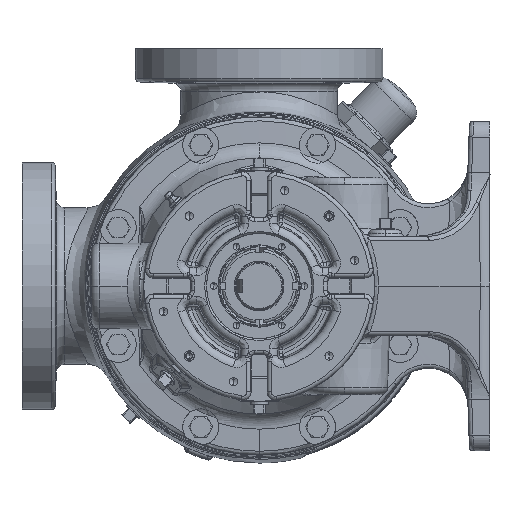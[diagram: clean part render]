
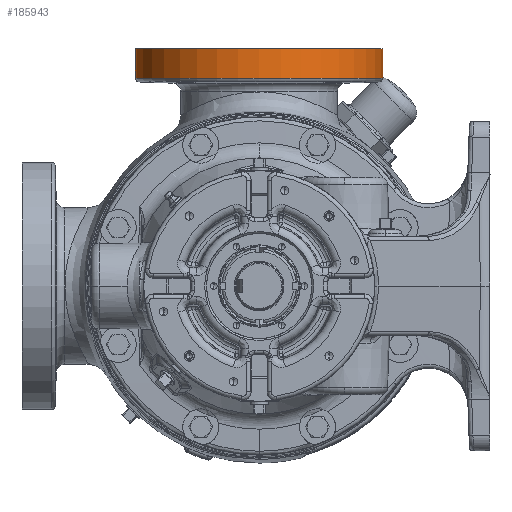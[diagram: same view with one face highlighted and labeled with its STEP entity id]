
A CAD part, left-side view. The second image highlights one B-rep face of the part: STEP entity #185943.
In plain terms, the highlighted cylindrical face has radius 95.25 mm (diameter 190.5 mm), a partial arc.
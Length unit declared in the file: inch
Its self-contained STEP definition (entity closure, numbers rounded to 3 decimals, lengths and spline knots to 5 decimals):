
#7879 = DIRECTION ( 'NONE',  ( 0., 0., 1. ) ) ;
#9489 = EDGE_CURVE ( 'NONE', #47796, #48594, #209107, .T. ) ;
#13825 = AXIS2_PLACEMENT_3D ( 'NONE', #38105, #216959, #199841 ) ;
#20413 = CARTESIAN_POINT ( 'NONE',  ( 4.515, 3.75, 7.44095 ) ) ;
#23285 = ORIENTED_EDGE ( 'NONE', *, *, #148680, .F. ) ;
#24060 = DIRECTION ( 'NONE',  ( 0., 0., 1. ) ) ;
#37367 = EDGE_CURVE ( 'NONE', #48594, #183039, #140161, .T. ) ;
#38105 = CARTESIAN_POINT ( 'NONE',  ( 4.515, 0., 6.30588 ) ) ;
#47796 = VERTEX_POINT ( 'NONE', #217537 ) ;
#48594 = VERTEX_POINT ( 'NONE', #149555 ) ;
#56752 = VERTEX_POINT ( 'NONE', #150578 ) ;
#67714 = DIRECTION ( 'NONE',  ( 0., -1., 0. ) ) ;
#70661 = DIRECTION ( 'NONE',  ( 0., 0., -1. ) ) ;
#81577 = CARTESIAN_POINT ( 'NONE',  ( 4.515, -3.75, 7.44095 ) ) ;
#85562 = AXIS2_PLACEMENT_3D ( 'NONE', #120303, #7879, #67714 ) ;
#88481 = AXIS2_PLACEMENT_3D ( 'NONE', #201412, #70661, #181894 ) ;
#104714 = DIRECTION ( 'NONE',  ( 0., 0., 1. ) ) ;
#106169 = VECTOR ( 'NONE', #104714, 39.37008 ) ;
#119125 = CYLINDRICAL_SURFACE ( 'NONE', #85562, 3.75 ) ;
#120303 = CARTESIAN_POINT ( 'NONE',  ( 4.515, 0., 7.44095 ) ) ;
#124483 = ORIENTED_EDGE ( 'NONE', *, *, #9489, .T. ) ;
#131596 = LINE ( 'NONE', #20413, #191306 ) ;
#133297 = CARTESIAN_POINT ( 'NONE',  ( 4.515, -3.75, 7.19 ) ) ;
#140161 = LINE ( 'NONE', #81577, #106169 ) ;
#140425 = ORIENTED_EDGE ( 'NONE', *, *, #37367, .T. ) ;
#148680 = EDGE_CURVE ( 'NONE', #47796, #56752, #131596, .T. ) ;
#149555 = CARTESIAN_POINT ( 'NONE',  ( 4.515, -3.75, 6.30588 ) ) ;
#150578 = CARTESIAN_POINT ( 'NONE',  ( 4.515, 3.75, 7.19 ) ) ;
#160614 = FACE_OUTER_BOUND ( 'NONE', #185776, .T. ) ;
#181894 = DIRECTION ( 'NONE',  ( 0., -1., 0. ) ) ;
#183039 = VERTEX_POINT ( 'NONE', #133297 ) ;
#185776 = EDGE_LOOP ( 'NONE', ( #23285, #124483, #140425, #227166 ) ) ;
#185943 = ADVANCED_FACE ( 'Defeatured_0_1676', ( #160614 ), #119125, .T. ) ;
#190023 = CIRCLE ( 'NONE', #88481, 3.75 ) ;
#191306 = VECTOR ( 'NONE', #24060, 39.37008 ) ;
#199841 = DIRECTION ( 'NONE',  ( 0., 1., 0. ) ) ;
#201412 = CARTESIAN_POINT ( 'NONE',  ( 4.515, 0., 7.19 ) ) ;
#207919 = EDGE_CURVE ( 'NONE', #183039, #56752, #190023, .T. ) ;
#209107 = CIRCLE ( 'NONE', #13825, 3.75 ) ;
#216959 = DIRECTION ( 'NONE',  ( 0., 0., 1. ) ) ;
#217537 = CARTESIAN_POINT ( 'NONE',  ( 4.515, 3.75, 6.30588 ) ) ;
#227166 = ORIENTED_EDGE ( 'NONE', *, *, #207919, .T. ) ;
